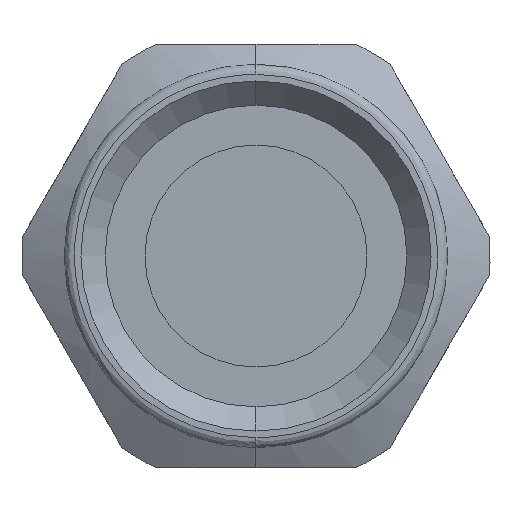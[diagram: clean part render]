
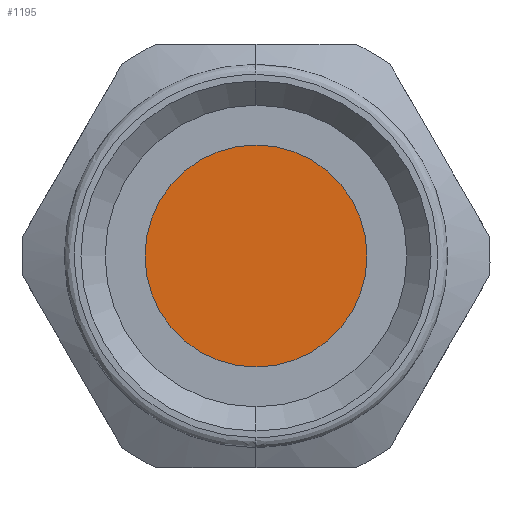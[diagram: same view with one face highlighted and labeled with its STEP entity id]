
A CAD part, front view. The second image highlights one B-rep face of the part: STEP entity #1195.
In plain terms, the highlighted planar face has unit normal (0, -1, 0).
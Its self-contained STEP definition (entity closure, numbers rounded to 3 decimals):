
#71 = EDGE_LOOP ( 'NONE', ( #1455, #938 ) ) ;
#300 = EDGE_CURVE ( 'NONE', #912, #702, #1401, .T. ) ;
#353 = CARTESIAN_POINT ( 'NONE',  ( 0., 12.327, 0. ) ) ;
#496 = FACE_OUTER_BOUND ( 'NONE', #71, .T. ) ;
#578 = AXIS2_PLACEMENT_3D ( 'NONE', #353, #2344, #2365 ) ;
#702 = VERTEX_POINT ( 'NONE', #1306 ) ;
#764 = CIRCLE ( 'NONE', #1741, 5.5 ) ;
#911 = AXIS2_PLACEMENT_3D ( 'NONE', #1929, #2820, #2171 ) ;
#912 = VERTEX_POINT ( 'NONE', #1144 ) ;
#938 = ORIENTED_EDGE ( 'NONE', *, *, #300, .F. ) ;
#996 = DIRECTION ( 'NONE',  ( 0., 1., 0. ) ) ;
#1144 = CARTESIAN_POINT ( 'NONE',  ( 0., 12.327, 5.5 ) ) ;
#1195 = ADVANCED_FACE ( 'NONE', ( #496 ), #1277, .F. ) ;
#1277 = PLANE ( 'NONE',  #911 ) ;
#1306 = CARTESIAN_POINT ( 'NONE',  ( 0., 12.327, -5.5 ) ) ;
#1401 = CIRCLE ( 'NONE', #578, 5.5 ) ;
#1455 = ORIENTED_EDGE ( 'NONE', *, *, #2714, .F. ) ;
#1741 = AXIS2_PLACEMENT_3D ( 'NONE', #2737, #996, #2496 ) ;
#1929 = CARTESIAN_POINT ( 'NONE',  ( -5.566, 12.327, -5.566 ) ) ;
#2171 = DIRECTION ( 'NONE',  ( 0., 0., 1. ) ) ;
#2344 = DIRECTION ( 'NONE',  ( 0., 1., 0. ) ) ;
#2365 = DIRECTION ( 'NONE',  ( 0., 0., -1. ) ) ;
#2496 = DIRECTION ( 'NONE',  ( 0., 0., -1. ) ) ;
#2714 = EDGE_CURVE ( 'NONE', #702, #912, #764, .T. ) ;
#2737 = CARTESIAN_POINT ( 'NONE',  ( 0., 12.327, 0. ) ) ;
#2820 = DIRECTION ( 'NONE',  ( 0., 1., 0. ) ) ;
